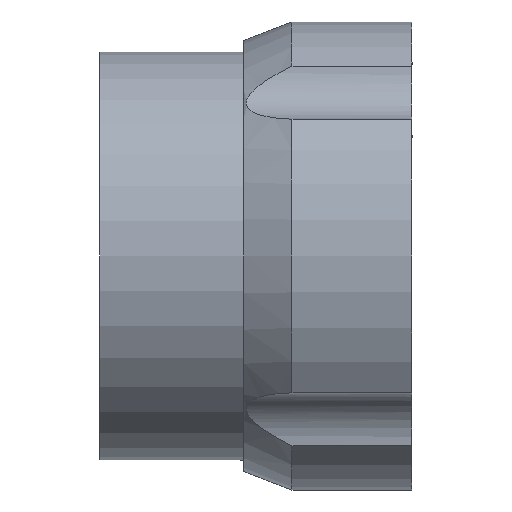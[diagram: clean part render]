
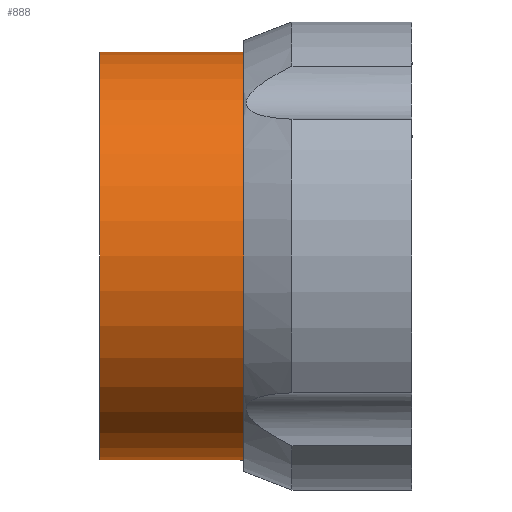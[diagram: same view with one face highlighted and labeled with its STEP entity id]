
A CAD part, left-side view. The second image highlights one B-rep face of the part: STEP entity #888.
In plain terms, the highlighted cylindrical face has radius 17 mm (diameter 34 mm), a full revolution.
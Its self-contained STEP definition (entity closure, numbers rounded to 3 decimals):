
#30=LINE('',#3091,#41);
#41=VECTOR('',#1191,17.);
#67=CYLINDRICAL_SURFACE('',#994,17.);
#122=FACE_OUTER_BOUND('',#180,.T.);
#180=EDGE_LOOP('',(#756,#757,#758,#759));
#251=CIRCLE('',#995,17.);
#252=CIRCLE('',#996,17.);
#394=VERTEX_POINT('',#3088);
#395=VERTEX_POINT('',#3090);
#528=EDGE_CURVE('',#394,#394,#251,.T.);
#529=EDGE_CURVE('',#394,#395,#30,.T.);
#530=EDGE_CURVE('',#395,#395,#252,.T.);
#756=ORIENTED_EDGE('',*,*,#528,.F.);
#757=ORIENTED_EDGE('',*,*,#529,.T.);
#758=ORIENTED_EDGE('',*,*,#530,.T.);
#759=ORIENTED_EDGE('',*,*,#529,.F.);
#888=ADVANCED_FACE('',(#122),#67,.T.);
#994=AXIS2_PLACEMENT_3D('',#3087,#1187,#1188);
#995=AXIS2_PLACEMENT_3D('',#3089,#1189,#1190);
#996=AXIS2_PLACEMENT_3D('',#3092,#1192,#1193);
#1187=DIRECTION('center_axis',(0.,1.,0.));
#1188=DIRECTION('ref_axis',(-1.,0.,0.));
#1189=DIRECTION('center_axis',(0.,1.,0.));
#1190=DIRECTION('ref_axis',(1.,0.,0.));
#1191=DIRECTION('',(0.,-1.,0.));
#1192=DIRECTION('center_axis',(0.,1.,0.));
#1193=DIRECTION('ref_axis',(1.,0.,0.));
#3087=CARTESIAN_POINT('Origin',(-0.896,67.759,-37.368));
#3088=CARTESIAN_POINT('',(16.104,73.759,-37.368));
#3089=CARTESIAN_POINT('Origin',(-0.896,73.759,-37.368));
#3090=CARTESIAN_POINT('',(16.104,61.759,-37.368));
#3091=CARTESIAN_POINT('',(16.104,67.759,-37.368));
#3092=CARTESIAN_POINT('Origin',(-0.896,61.759,-37.368));
